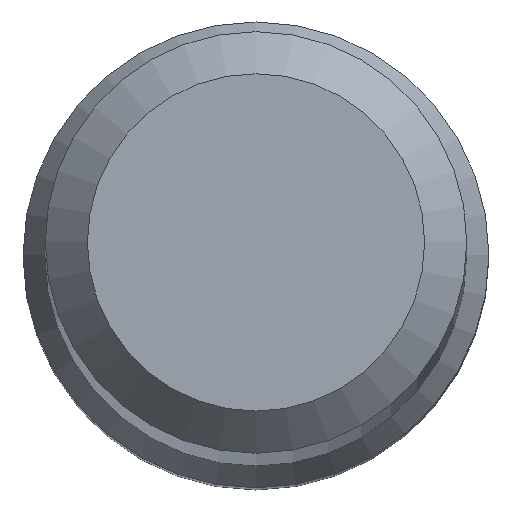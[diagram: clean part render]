
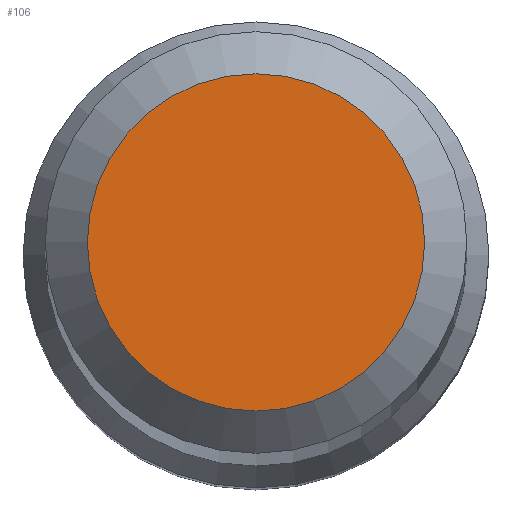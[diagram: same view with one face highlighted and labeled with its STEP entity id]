
A CAD part, top view. The second image highlights one B-rep face of the part: STEP entity #106.
In plain terms, the highlighted planar face has unit normal (0, 0, 1).
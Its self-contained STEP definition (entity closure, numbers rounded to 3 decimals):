
#11 = AXIS2_PLACEMENT_3D ( 'NONE', #104, #195, #64 ) ;
#26 = FACE_OUTER_BOUND ( 'NONE', #227, .T. ) ;
#44 = PLANE ( 'NONE',  #240 ) ;
#48 = CARTESIAN_POINT ( 'NONE',  ( 0., 0., 80. ) ) ;
#64 = DIRECTION ( 'NONE',  ( 0., 1., 0. ) ) ;
#74 = VERTEX_POINT ( 'NONE', #177 ) ;
#86 = DIRECTION ( 'NONE',  ( 0., 1., 0. ) ) ;
#100 = EDGE_CURVE ( 'NONE', #74, #74, #146, .T. ) ;
#104 = CARTESIAN_POINT ( 'NONE',  ( 0., 0., 80. ) ) ;
#106 = ADVANCED_FACE ( 'NONE', ( #26 ), #44, .F. ) ;
#118 = ORIENTED_EDGE ( 'NONE', *, *, #100, .F. ) ;
#146 = CIRCLE ( 'NONE', #11, 1.6 ) ;
#173 = DIRECTION ( 'NONE',  ( 0., 0., -1. ) ) ;
#177 = CARTESIAN_POINT ( 'NONE',  ( 0., 1.6, 80. ) ) ;
#195 = DIRECTION ( 'NONE',  ( 0., 0., -1. ) ) ;
#227 = EDGE_LOOP ( 'NONE', ( #118 ) ) ;
#240 = AXIS2_PLACEMENT_3D ( 'NONE', #48, #173, #86 ) ;
